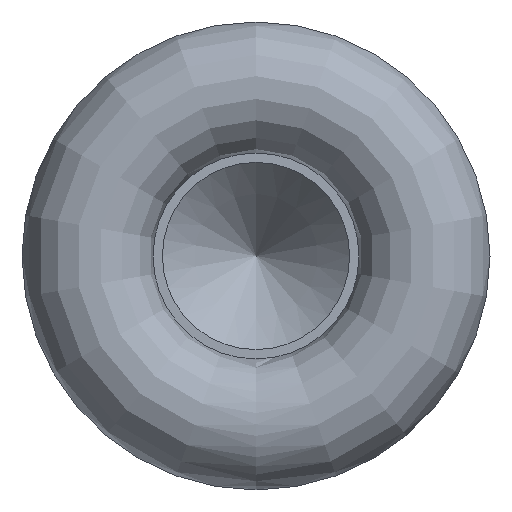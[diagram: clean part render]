
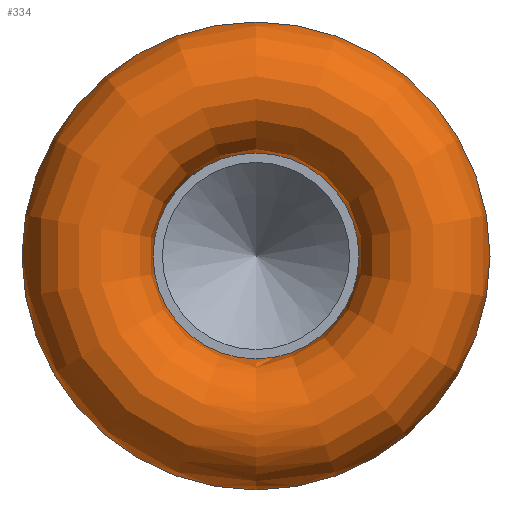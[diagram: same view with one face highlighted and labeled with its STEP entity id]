
A CAD part, front view. The second image highlights one B-rep face of the part: STEP entity #334.
In plain terms, the highlighted face is a revolution surface.
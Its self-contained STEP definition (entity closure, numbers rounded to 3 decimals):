
#264 = CYLINDRICAL_SURFACE('',#265,5.);
#265 = AXIS2_PLACEMENT_3D('',#266,#267,#268);
#266 = CARTESIAN_POINT('',(0.,0.,
    0.));
#267 = DIRECTION('',(0.,-1.,0.));
#268 = DIRECTION('',(0.,0.,-1.));
#281 = VERTEX_POINT('',#282);
#282 = CARTESIAN_POINT('',(0.,-3.6,-5.));
#303 = EDGE_CURVE('',#281,#281,#304,.T.);
#304 = SURFACE_CURVE('',#305,(#310,#317),.PCURVE_S1.);
#305 = CIRCLE('',#306,5.);
#306 = AXIS2_PLACEMENT_3D('',#307,#308,#309);
#307 = CARTESIAN_POINT('',(0.,-3.6,
    0.));
#308 = DIRECTION('',(0.,-1.,0.));
#309 = DIRECTION('',(0.,0.,-1.));
#310 = PCURVE('',#264,#311);
#311 = DEFINITIONAL_REPRESENTATION('',(#312),#316);
#312 = LINE('',#313,#314);
#313 = CARTESIAN_POINT('',(0.,3.6));
#314 = VECTOR('',#315,1.);
#315 = DIRECTION('',(1.,0.));
#316 = ( GEOMETRIC_REPRESENTATION_CONTEXT(2) 
PARAMETRIC_REPRESENTATION_CONTEXT() REPRESENTATION_CONTEXT('2D SPACE',''
  ) );
#317 = PCURVE('',#318,#327);
#318 = SURFACE_OF_REVOLUTION('',#319,#324);
#319 = CIRCLE('',#320,1.4);
#320 = AXIS2_PLACEMENT_3D('',#321,#322,#323);
#321 = CARTESIAN_POINT('',(0.,-3.6,-3.6));
#322 = DIRECTION('',(1.,0.,0.));
#323 = DIRECTION('',(0.,1.,0.));
#324 = AXIS1_PLACEMENT('',#325,#326);
#325 = CARTESIAN_POINT('',(0.,0.,0.));
#326 = DIRECTION('',(0.,-1.,0.));
#327 = DEFINITIONAL_REPRESENTATION('',(#328),#332);
#328 = LINE('',#329,#330);
#329 = CARTESIAN_POINT('',(0.,4.712));
#330 = VECTOR('',#331,1.);
#331 = DIRECTION('',(1.,0.));
#332 = ( GEOMETRIC_REPRESENTATION_CONTEXT(2) 
PARAMETRIC_REPRESENTATION_CONTEXT() REPRESENTATION_CONTEXT('2D SPACE',''
  ) );
#334 = ADVANCED_FACE('',(#335),#318,.F.);
#335 = FACE_BOUND('',#336,.F.);
#336 = EDGE_LOOP('',(#337,#366,#388,#389));
#337 = ORIENTED_EDGE('',*,*,#338,.T.);
#338 = EDGE_CURVE('',#339,#339,#341,.T.);
#339 = VERTEX_POINT('',#340);
#340 = CARTESIAN_POINT('',(0.,-3.6,-2.2));
#341 = SURFACE_CURVE('',#342,(#347,#354),.PCURVE_S1.);
#342 = CIRCLE('',#343,2.2);
#343 = AXIS2_PLACEMENT_3D('',#344,#345,#346);
#344 = CARTESIAN_POINT('',(0.,-3.6,0.)
  );
#345 = DIRECTION('',(0.,-1.,0.));
#346 = DIRECTION('',(0.,0.,-1.));
#347 = PCURVE('',#318,#348);
#348 = DEFINITIONAL_REPRESENTATION('',(#349),#353);
#349 = LINE('',#350,#351);
#350 = CARTESIAN_POINT('',(0.,1.571));
#351 = VECTOR('',#352,1.);
#352 = DIRECTION('',(1.,0.));
#353 = ( GEOMETRIC_REPRESENTATION_CONTEXT(2) 
PARAMETRIC_REPRESENTATION_CONTEXT() REPRESENTATION_CONTEXT('2D SPACE',''
  ) );
#354 = PCURVE('',#355,#360);
#355 = CYLINDRICAL_SURFACE('',#356,2.2);
#356 = AXIS2_PLACEMENT_3D('',#357,#358,#359);
#357 = CARTESIAN_POINT('',(0.,-3.6,0.)
  );
#358 = DIRECTION('',(0.,1.,0.));
#359 = DIRECTION('',(0.,0.,-1.));
#360 = DEFINITIONAL_REPRESENTATION('',(#361),#365);
#361 = LINE('',#362,#363);
#362 = CARTESIAN_POINT('',(-0.,0.));
#363 = VECTOR('',#364,1.);
#364 = DIRECTION('',(-1.,0.));
#365 = ( GEOMETRIC_REPRESENTATION_CONTEXT(2) 
PARAMETRIC_REPRESENTATION_CONTEXT() REPRESENTATION_CONTEXT('2D SPACE',''
  ) );
#366 = ORIENTED_EDGE('',*,*,#367,.T.);
#367 = EDGE_CURVE('',#339,#281,#368,.T.);
#368 = SEAM_CURVE('',#369,(#374,#381),.PCURVE_S1.);
#369 = CIRCLE('',#370,1.4);
#370 = AXIS2_PLACEMENT_3D('',#371,#372,#373);
#371 = CARTESIAN_POINT('',(0.,-3.6,-3.6));
#372 = DIRECTION('',(1.,0.,0.));
#373 = DIRECTION('',(0.,1.,0.));
#374 = PCURVE('',#318,#375);
#375 = DEFINITIONAL_REPRESENTATION('',(#376),#380);
#376 = LINE('',#377,#378);
#377 = CARTESIAN_POINT('',(0.,0.));
#378 = VECTOR('',#379,1.);
#379 = DIRECTION('',(0.,1.));
#380 = ( GEOMETRIC_REPRESENTATION_CONTEXT(2) 
PARAMETRIC_REPRESENTATION_CONTEXT() REPRESENTATION_CONTEXT('2D SPACE',''
  ) );
#381 = PCURVE('',#318,#382);
#382 = DEFINITIONAL_REPRESENTATION('',(#383),#387);
#383 = LINE('',#384,#385);
#384 = CARTESIAN_POINT('',(6.283,0.));
#385 = VECTOR('',#386,1.);
#386 = DIRECTION('',(0.,1.));
#387 = ( GEOMETRIC_REPRESENTATION_CONTEXT(2) 
PARAMETRIC_REPRESENTATION_CONTEXT() REPRESENTATION_CONTEXT('2D SPACE',''
  ) );
#388 = ORIENTED_EDGE('',*,*,#303,.F.);
#389 = ORIENTED_EDGE('',*,*,#367,.F.);
